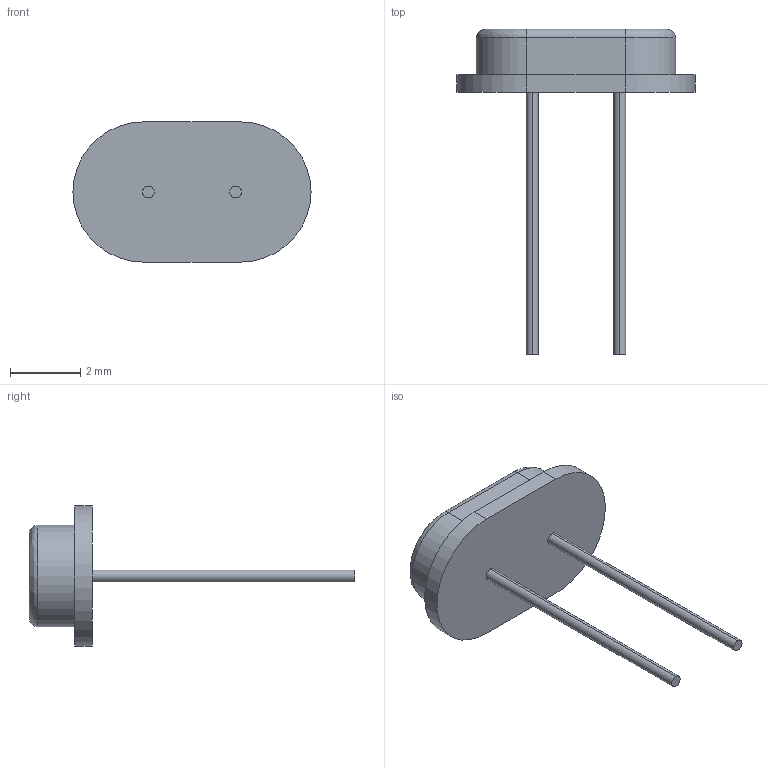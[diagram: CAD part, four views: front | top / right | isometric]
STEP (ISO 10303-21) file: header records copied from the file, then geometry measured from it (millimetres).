
FILE_DESCRIPTION (( 'STEP AP214' ), '1' );
FILE_NAME ('0EBA03F9-9BD1-4CDE-B619-363F2B9D5E22.STEP', '2022-07-13T10:06:27', ( '' ), ( '' ), 'SwSTEP 2.0', 'SolidWorks 2022', '' );
FILE_SCHEMA (( 'AUTOMOTIVE_DESIGN' ));
Length unit declared in the file: millimetre
Products named in the file (1): 0EBA03F9-9BD1-4CDE-B619-363F2B9D5E22
Bounding box: 6.8 x 9.3 x 4 mm (x, y, z)
Volume: 32.2 mm3; surface area: 90.2 mm2
Topology: 1 solids, 1 shells, 21 faces, 44 edges, 28 vertices
Faces by surface type: cylinder 10, plane 9, bspline 2
Entity records: 622 total; most frequent: CARTESIAN_POINT 130, DIRECTION 102, ORIENTED_EDGE 88, EDGE_CURVE 44, AXIS2_PLACEMENT_3D 40, VERTEX_POINT 28, EDGE_LOOP 24, VECTOR 22
